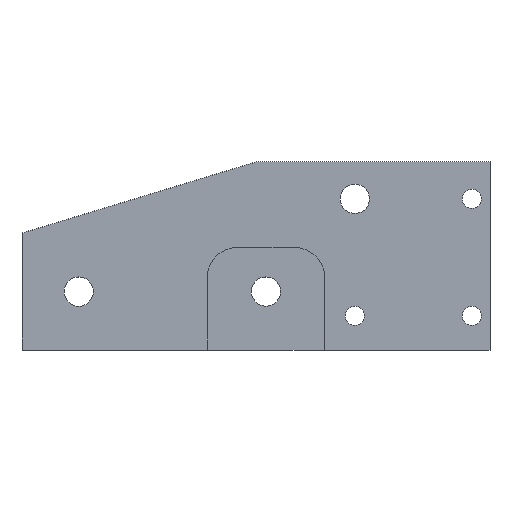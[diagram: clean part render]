
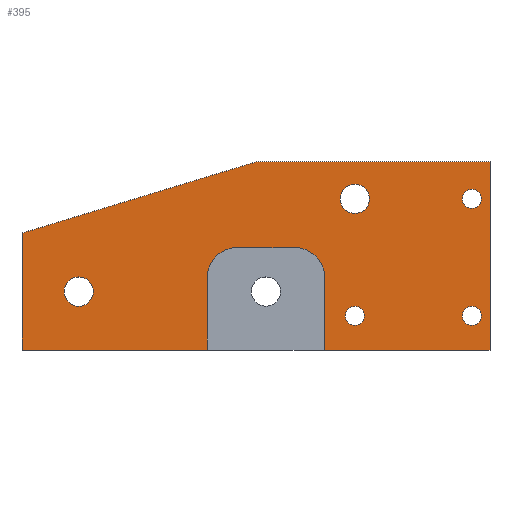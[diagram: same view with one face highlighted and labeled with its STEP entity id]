
A CAD part, top view. The second image highlights one B-rep face of the part: STEP entity #395.
In plain terms, the highlighted planar face has unit normal (0, 0, 1).
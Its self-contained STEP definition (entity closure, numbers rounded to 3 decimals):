
#16=FACE_BOUND('',#67,.T.);
#17=FACE_BOUND('',#68,.T.);
#18=FACE_BOUND('',#69,.T.);
#19=FACE_BOUND('',#70,.T.);
#20=FACE_BOUND('',#71,.T.);
#30=PLANE('',#436);
#45=FACE_OUTER_BOUND('',#66,.T.);
#66=EDGE_LOOP('',(#301,#302,#303,#304,#305,#306,#307,#308,#309,#310,#311,
#312));
#67=EDGE_LOOP('',(#313));
#68=EDGE_LOOP('',(#314));
#69=EDGE_LOOP('',(#315));
#70=EDGE_LOOP('',(#316));
#71=EDGE_LOOP('',(#317));
#96=LINE('',#592,#134);
#103=LINE('',#613,#141);
#105=LINE('',#616,#143);
#106=LINE('',#618,#144);
#107=LINE('',#620,#145);
#108=LINE('',#622,#146);
#109=LINE('',#624,#147);
#110=LINE('',#626,#148);
#111=LINE('',#628,#149);
#112=LINE('',#629,#150);
#134=VECTOR('',#480,10.);
#141=VECTOR('',#499,10.);
#143=VECTOR('',#503,10.);
#144=VECTOR('',#504,10.);
#145=VECTOR('',#505,10.);
#146=VECTOR('',#506,10.);
#147=VECTOR('',#507,10.);
#148=VECTOR('',#508,10.);
#149=VECTOR('',#509,10.);
#150=VECTOR('',#510,10.);
#168=CIRCLE('',#425,2.5);
#170=CIRCLE('',#428,5.);
#173=CIRCLE('',#434,5.);
#174=CIRCLE('',#437,1.625);
#175=CIRCLE('',#438,1.625);
#176=CIRCLE('',#439,1.625);
#177=CIRCLE('',#440,2.5);
#184=VERTEX_POINT('',#575);
#187=VERTEX_POINT('',#582);
#188=VERTEX_POINT('',#584);
#190=VERTEX_POINT('',#590);
#196=VERTEX_POINT('',#606);
#197=VERTEX_POINT('',#608);
#198=VERTEX_POINT('',#612);
#199=VERTEX_POINT('',#617);
#200=VERTEX_POINT('',#619);
#201=VERTEX_POINT('',#621);
#202=VERTEX_POINT('',#623);
#203=VERTEX_POINT('',#625);
#204=VERTEX_POINT('',#627);
#205=VERTEX_POINT('',#630);
#206=VERTEX_POINT('',#632);
#207=VERTEX_POINT('',#634);
#208=VERTEX_POINT('',#636);
#221=EDGE_CURVE('',#184,#184,#168,.T.);
#224=EDGE_CURVE('',#187,#188,#170,.F.);
#228=EDGE_CURVE('',#187,#190,#96,.T.);
#236=EDGE_CURVE('',#196,#197,#173,.F.);
#238=EDGE_CURVE('',#198,#197,#103,.T.);
#240=EDGE_CURVE('',#196,#188,#105,.T.);
#241=EDGE_CURVE('',#190,#199,#106,.T.);
#242=EDGE_CURVE('',#199,#200,#107,.T.);
#243=EDGE_CURVE('',#200,#201,#108,.T.);
#244=EDGE_CURVE('',#201,#202,#109,.T.);
#245=EDGE_CURVE('',#202,#203,#110,.T.);
#246=EDGE_CURVE('',#203,#204,#111,.T.);
#247=EDGE_CURVE('',#204,#198,#112,.T.);
#248=EDGE_CURVE('',#205,#205,#174,.T.);
#249=EDGE_CURVE('',#206,#206,#175,.T.);
#250=EDGE_CURVE('',#207,#207,#176,.T.);
#251=EDGE_CURVE('',#208,#208,#177,.T.);
#301=ORIENTED_EDGE('',*,*,#238,.T.);
#302=ORIENTED_EDGE('',*,*,#236,.F.);
#303=ORIENTED_EDGE('',*,*,#240,.T.);
#304=ORIENTED_EDGE('',*,*,#224,.F.);
#305=ORIENTED_EDGE('',*,*,#228,.T.);
#306=ORIENTED_EDGE('',*,*,#241,.T.);
#307=ORIENTED_EDGE('',*,*,#242,.T.);
#308=ORIENTED_EDGE('',*,*,#243,.T.);
#309=ORIENTED_EDGE('',*,*,#244,.T.);
#310=ORIENTED_EDGE('',*,*,#245,.T.);
#311=ORIENTED_EDGE('',*,*,#246,.T.);
#312=ORIENTED_EDGE('',*,*,#247,.T.);
#313=ORIENTED_EDGE('',*,*,#221,.T.);
#314=ORIENTED_EDGE('',*,*,#248,.T.);
#315=ORIENTED_EDGE('',*,*,#249,.T.);
#316=ORIENTED_EDGE('',*,*,#250,.T.);
#317=ORIENTED_EDGE('',*,*,#251,.T.);
#395=ADVANCED_FACE('',(#45,#16,#17,#18,#19,#20),#30,.T.);
#425=AXIS2_PLACEMENT_3D('',#577,#466,#467);
#428=AXIS2_PLACEMENT_3D('',#585,#473,#474);
#434=AXIS2_PLACEMENT_3D('',#609,#494,#495);
#436=AXIS2_PLACEMENT_3D('',#615,#501,#502);
#437=AXIS2_PLACEMENT_3D('',#631,#511,#512);
#438=AXIS2_PLACEMENT_3D('',#633,#513,#514);
#439=AXIS2_PLACEMENT_3D('',#635,#515,#516);
#440=AXIS2_PLACEMENT_3D('',#637,#517,#518);
#466=DIRECTION('center_axis',(0.,0.,
-1.));
#467=DIRECTION('ref_axis',(-1.,0.,0.));
#473=DIRECTION('center_axis',(0.,0.,
-1.));
#474=DIRECTION('ref_axis',(0.707,0.707,0.));
#480=DIRECTION('',(0.,-1.,0.));
#494=DIRECTION('center_axis',(0.,0.,
-1.));
#495=DIRECTION('ref_axis',(-0.707,0.707,0.));
#499=DIRECTION('',(0.,1.,0.));
#501=DIRECTION('center_axis',(0.,0.,
1.));
#502=DIRECTION('ref_axis',(-1.,0.,0.));
#503=DIRECTION('',(1.,0.,0.));
#504=DIRECTION('',(-0.017,-1.,0.));
#505=DIRECTION('',(1.,0.,0.));
#506=DIRECTION('',(0.,1.,0.));
#507=DIRECTION('',(-1.,0.,0.));
#508=DIRECTION('',(-0.957,-0.291,0.));
#509=DIRECTION('',(0.,-1.,0.));
#510=DIRECTION('',(1.,0.,0.));
#511=DIRECTION('center_axis',(0.,0.,
-1.));
#512=DIRECTION('ref_axis',(-1.,0.,0.));
#513=DIRECTION('center_axis',(0.,0.,
-1.));
#514=DIRECTION('ref_axis',(-1.,0.,0.));
#515=DIRECTION('center_axis',(0.,0.,
-1.));
#516=DIRECTION('ref_axis',(-1.,0.,0.));
#517=DIRECTION('center_axis',(0.,0.,
-1.));
#518=DIRECTION('ref_axis',(-1.,0.,0.));
#575=CARTESIAN_POINT('',(119.3,3.438,515.8));
#577=CARTESIAN_POINT('Origin',(116.8,3.438,515.8));
#582=CARTESIAN_POINT('',(158.8,5.938,515.8));
#584=CARTESIAN_POINT('',(153.8,10.938,515.8));
#585=CARTESIAN_POINT('Origin',(153.8,5.938,515.8));
#590=CARTESIAN_POINT('',(158.8,-4.062,515.8));
#592=CARTESIAN_POINT('',(158.8,2.732,515.8));
#606=CARTESIAN_POINT('',(143.8,10.938,515.8));
#608=CARTESIAN_POINT('',(138.8,5.938,515.8));
#609=CARTESIAN_POINT('Origin',(143.8,5.938,515.8));
#612=CARTESIAN_POINT('',(138.8,-6.562,515.8));
#613=CARTESIAN_POINT('',(138.8,10.232,515.8));
#615=CARTESIAN_POINT('Origin',(147.1,9.526,515.8));
#616=CARTESIAN_POINT('',(152.95,10.938,515.8));
#617=CARTESIAN_POINT('',(158.757,-6.562,515.8));
#618=CARTESIAN_POINT('',(158.893,1.38,515.8));
#619=CARTESIAN_POINT('',(187.1,-6.562,515.8));
#620=CARTESIAN_POINT('',(187.1,-6.562,515.8));
#621=CARTESIAN_POINT('',(187.1,25.613,515.8));
#622=CARTESIAN_POINT('',(187.1,3.438,515.8));
#623=CARTESIAN_POINT('',(147.1,25.613,515.8));
#624=CARTESIAN_POINT('',(187.1,25.613,515.8));
#625=CARTESIAN_POINT('',(107.1,13.438,515.8));
#626=CARTESIAN_POINT('',(147.1,25.613,515.8));
#627=CARTESIAN_POINT('',(107.1,-6.562,515.8));
#628=CARTESIAN_POINT('',(107.1,-6.562,515.8));
#629=CARTESIAN_POINT('',(187.1,-6.562,515.8));
#630=CARTESIAN_POINT('',(165.625,-0.712,515.8));
#631=CARTESIAN_POINT('Origin',(164.,-0.712,515.8));
#632=CARTESIAN_POINT('',(185.625,-0.712,515.8));
#633=CARTESIAN_POINT('Origin',(184.,-0.712,515.8));
#634=CARTESIAN_POINT('',(185.625,19.288,515.8));
#635=CARTESIAN_POINT('Origin',(184.,19.288,515.8));
#636=CARTESIAN_POINT('',(166.5,19.288,515.8));
#637=CARTESIAN_POINT('Origin',(164.,19.288,515.8));
